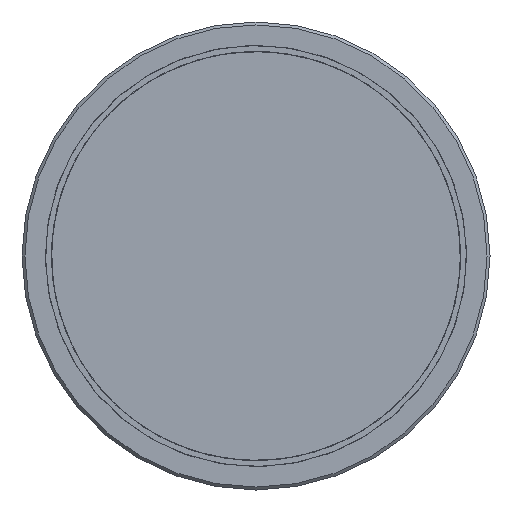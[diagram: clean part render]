
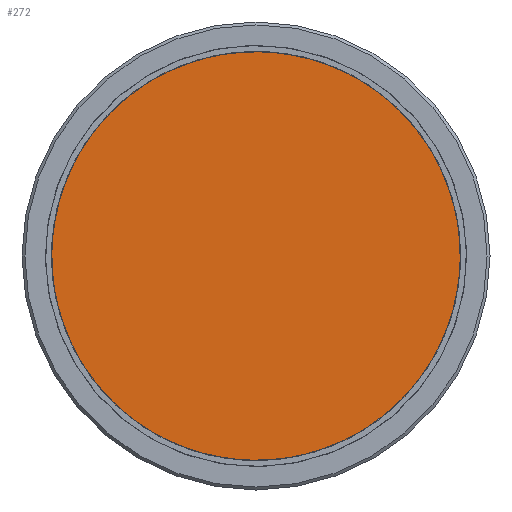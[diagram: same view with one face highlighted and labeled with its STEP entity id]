
A CAD part, front view. The second image highlights one B-rep face of the part: STEP entity #272.
In plain terms, the highlighted face is planar.
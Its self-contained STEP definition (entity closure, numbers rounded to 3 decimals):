
#54=PLANE('',#400);
#70=FACE_OUTER_BOUND('',#90,.T.);
#90=EDGE_LOOP('',(#243));
#132=CIRCLE('',#397,7.);
#154=VERTEX_POINT('',#572);
#183=EDGE_CURVE('',#154,#154,#132,.T.);
#243=ORIENTED_EDGE('',*,*,#183,.T.);
#272=ADVANCED_FACE('',(#70),#54,.T.);
#397=AXIS2_PLACEMENT_3D('',#573,#483,#484);
#400=AXIS2_PLACEMENT_3D('',#578,#490,#491);
#483=DIRECTION('center_axis',(0.,0.,1.));
#484=DIRECTION('ref_axis',(-1.,0.,0.));
#490=DIRECTION('center_axis',(0.,0.,1.));
#491=DIRECTION('ref_axis',(1.,0.,0.));
#572=CARTESIAN_POINT('',(7.,0.,3.));
#573=CARTESIAN_POINT('Origin',(0.,0.,3.));
#578=CARTESIAN_POINT('Origin',(0.,0.,3.));
